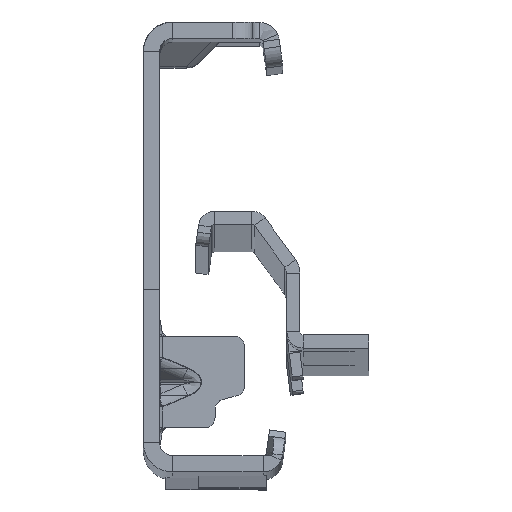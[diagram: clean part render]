
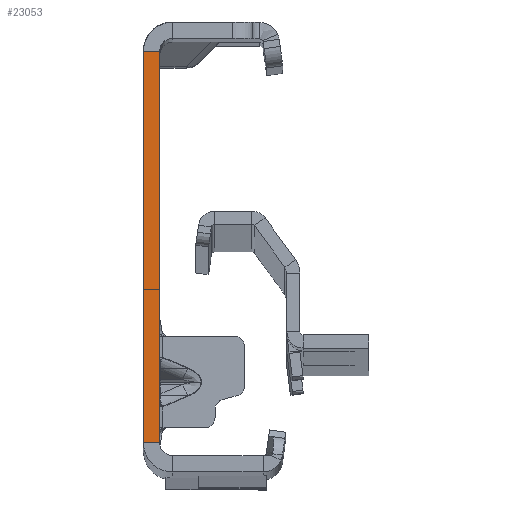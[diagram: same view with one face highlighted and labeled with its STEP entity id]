
A CAD part, top view. The second image highlights one B-rep face of the part: STEP entity #23053.
In plain terms, the highlighted planar face has unit normal (0, 0, 1).
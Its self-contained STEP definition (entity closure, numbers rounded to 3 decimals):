
#597 = VERTEX_POINT ( 'NONE', #32856 ) ;
#3789 = CARTESIAN_POINT ( 'NONE',  ( 0., -30., 0. ) ) ;
#4206 = VERTEX_POINT ( 'NONE', #35977 ) ;
#6736 = EDGE_CURVE ( 'NONE', #597, #4206, #39212, .T. ) ;
#7527 = VECTOR ( 'NONE', #16562, 1000. ) ;
#7649 = EDGE_CURVE ( 'NONE', #12702, #30020, #37538, .T. ) ;
#9812 = DIRECTION ( 'NONE',  ( 0., -1., 0. ) ) ;
#10831 = CARTESIAN_POINT ( 'NONE',  ( -2.5, -30., 0. ) ) ;
#12533 = FACE_OUTER_BOUND ( 'NONE', #27329, .T. ) ;
#12702 = VERTEX_POINT ( 'NONE', #3789 ) ;
#15416 = CARTESIAN_POINT ( 'NONE',  ( 0., 30., 0. ) ) ;
#15575 = ORIENTED_EDGE ( 'NONE', *, *, #6736, .T. ) ;
#15609 = CARTESIAN_POINT ( 'NONE',  ( -2.5, -32., 0. ) ) ;
#16562 = DIRECTION ( 'NONE',  ( 0., -1., 0. ) ) ;
#16996 = LINE ( 'NONE', #32651, #24750 ) ;
#19484 = ORIENTED_EDGE ( 'NONE', *, *, #7649, .F. ) ;
#20309 = DIRECTION ( 'NONE',  ( -1., 0., 0. ) ) ;
#20886 = ORIENTED_EDGE ( 'NONE', *, *, #29603, .T. ) ;
#23053 = ADVANCED_FACE ( 'NONE', ( #12533 ), #42692, .T. ) ;
#24750 = VECTOR ( 'NONE', #9812, 1000. ) ;
#25123 = ORIENTED_EDGE ( 'NONE', *, *, #29037, .F. ) ;
#25472 = AXIS2_PLACEMENT_3D ( 'NONE', #15609, #47498, #27673 ) ;
#27329 = EDGE_LOOP ( 'NONE', ( #25123, #15575, #20886, #19484 ) ) ;
#27673 = DIRECTION ( 'NONE',  ( 1., 0., 0. ) ) ;
#29037 = EDGE_CURVE ( 'NONE', #597, #12702, #16996, .T. ) ;
#29603 = EDGE_CURVE ( 'NONE', #4206, #30020, #43144, .T. ) ;
#30020 = VERTEX_POINT ( 'NONE', #10831 ) ;
#31712 = CARTESIAN_POINT ( 'NONE',  ( -2.5, -32., 0. ) ) ;
#32651 = CARTESIAN_POINT ( 'NONE',  ( 0., -32., 0. ) ) ;
#32856 = CARTESIAN_POINT ( 'NONE',  ( 0., 30., 0. ) ) ;
#33186 = DIRECTION ( 'NONE',  ( -1., 0., 0. ) ) ;
#35977 = CARTESIAN_POINT ( 'NONE',  ( -2.5, 30., 0. ) ) ;
#37538 = LINE ( 'NONE', #37791, #50347 ) ;
#37791 = CARTESIAN_POINT ( 'NONE',  ( 0., -30., 0. ) ) ;
#39212 = LINE ( 'NONE', #15416, #42401 ) ;
#42401 = VECTOR ( 'NONE', #20309, 1000. ) ;
#42692 = PLANE ( 'NONE',  #25472 ) ;
#43144 = LINE ( 'NONE', #31712, #7527 ) ;
#47498 = DIRECTION ( 'NONE',  ( 0., 0., 1. ) ) ;
#50347 = VECTOR ( 'NONE', #33186, 1000. ) ;
